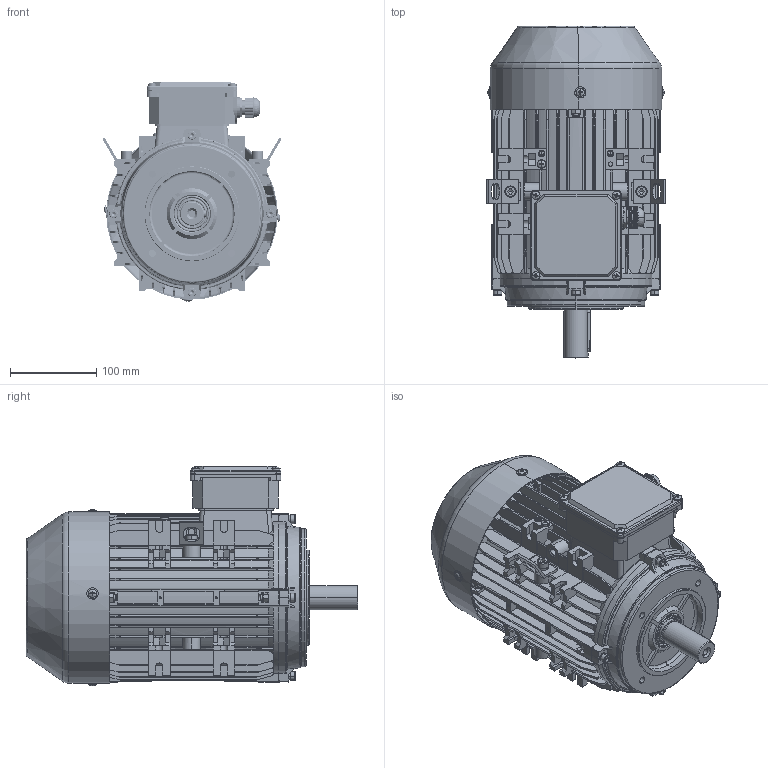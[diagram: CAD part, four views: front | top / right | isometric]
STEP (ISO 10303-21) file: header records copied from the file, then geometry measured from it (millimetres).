
FILE_DESCRIPTION (( 'STEP AP203' ), '1' );
FILE_NAME ('JE3-100 B14.STEP', '2024-04-03T03:22:03', ( '' ), ( '' ), 'SwSTEP 2.0', 'SolidWorks 2016', '' );
FILE_SCHEMA (( 'CONFIG_CONTROL_DESIGN' ));
Length unit declared in the file: millimetre
Products named in the file (33): JE 100瑞欶; 諉華蹟隊 M5X10-6  H type-C_GB_CROSS_SCREWS_TYPE1 M5X10-10  H type-C; M20 ; 6206粣創; 5.5繩豪菜え; 裂遠; JE3-100 蛌粣; 錨璃10^JE3-100 B14; M20℅1.5堤盄蹟杶奻; す瑩8X50_GB_CONNECTING_PIECE_KEYS_CWK 8X50; 菁褐粟銅菜 8_GB_FASTENER_WASHER_SW 8; 傷裔囀鞠褒M6X35-N_GB_FASTENER_SCREWS_HSHCS M6X30-N; JE3-100儂釱0629; 30×42×7油封; 80-100狟裔蝶菜; 傷裔囀鞠褒M6X25-N_GB_FASTENER_SCREWS_HSHCS M6X30-N; M20℅1.5堤盄蹟杶狟; JE3-100 B14; 坋趼攫芛蹟隊M4X6_GB_CROSS_SCREWS_TYPE1 M5X10-10  H type-C; Y2-90-2 瑞珔; 80-100滅阨諉盄碟奻裔; 80-100滅阨諉盄碟釱1-M20X1.5; hexagon nuts grade c gb_GB_FASTENER_NUT_SNC1 M6-C; MS80-100 滅阨諉盄碟1-M20X1.5; JE3-100傷裔B14 1214A; 4.5繩豪菜え; 傷裔粟銅菜 6_GB_FASTENER_WASHER_SW 6; 瑞欶蹟隊M5X6-6  H type-C_GB_CROSS_SCREWS_TYPE1 M5X10-10  H type-C; JE3-100綴 傷裔B3; 諉華蹟隊 M5X10-10  H type-C_GB_CROSS_SCREWS_TYPE1 M5X10-10  H type-C; M20出线螺套胶塞; 菁褐囀鞠褒M8X14_GB_FASTENER_SCREWS_HSHCS M8X20-C; 80-100防水接线盒上盖胶垫
Assembly tree (65 placements, depth 4):
  錨璃10^JE3-100 B14
  JE3-100 B14
    JE3-100儂釱0629
    JE3-100綴 傷裔B3
    JE3-100傷裔B14 1214A
    JE 100瑞欶
    JE3-100 蛌粣
    Y2-90-2 瑞珔
    30×42×7油封  x2
    6206粣創  x2
    MS80-100 滅阨諉盄碟1-M20X1.5
      80-100滅阨諉盄碟釱1-M20X1.5
      80-100防水接线盒上盖胶垫
      80-100滅阨諉盄碟奻裔
      M20 
        M20℅1.5堤盄蹟杶狟
        M20出线螺套胶塞
        M20℅1.5堤盄蹟杶奻
      諉華蹟隊 M5X10-10  H type-C_GB_CROSS_SCREWS_TYPE1 M5X10-10  H type-C  x4
      4.5繩豪菜え
      坋趼攫芛蹟隊M4X6_GB_CROSS_SCREWS_TYPE1 M5X10-10  H type-C
    傷裔囀鞠褒M6X35-N_GB_FASTENER_SCREWS_HSHCS M6X30-N  x7
    hexagon nuts grade c gb_GB_FASTENER_NUT_SNC1 M6-C  x7
    傷裔粟銅菜 6_GB_FASTENER_WASHER_SW 6  x8
    傷裔囀鞠褒M6X25-N_GB_FASTENER_SCREWS_HSHCS M6X30-N
    瑞欶蹟隊M5X6-6  H type-C_GB_CROSS_SCREWS_TYPE1 M5X10-10  H type-C  x4
    す瑩8X50_GB_CONNECTING_PIECE_KEYS_CWK 8X50
    諉華蹟隊 M5X10-6  H type-C_GB_CROSS_SCREWS_TYPE1 M5X10-10  H type-C  x5
    裂遠  x2
    菁褐囀鞠褒M8X14_GB_FASTENER_SCREWS_HSHCS M8X20-C  x2
    菁褐粟銅菜 8_GB_FASTENER_WASHER_SW 8  x2
    80-100狟裔蝶菜
    5.5繩豪菜え
Bounding box: 208 x 385.08 x 254.66 mm (x, y, z)
Volume: 1875816.2 mm3; surface area: 1023121.3 mm2
Topology: 76 solids, 76 shells, 5386 faces, 14544 edges, 9477 vertices
Faces by surface type: plane 3131, cylinder 1486, cone 273, torus 272, sphere 156, bspline 68
Entity records: 163212 total; most frequent: CARTESIAN_POINT 41425, ORIENTED_EDGE 25338, DIRECTION 23433, EDGE_CURVE 12669, VERTEX_POINT 8284, VECTOR 8171, LINE 8171, AXIS2_PLACEMENT_3D 7631
